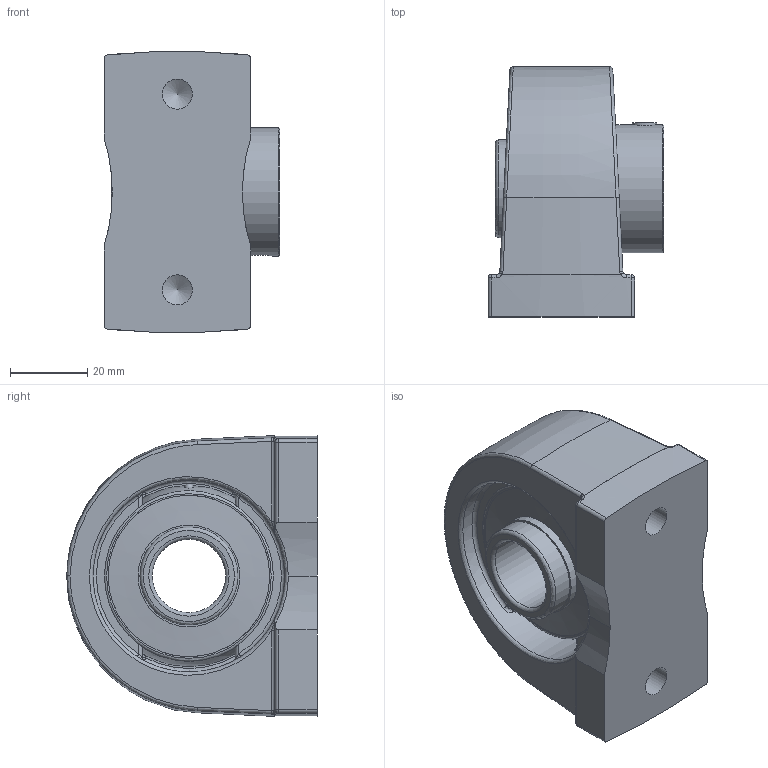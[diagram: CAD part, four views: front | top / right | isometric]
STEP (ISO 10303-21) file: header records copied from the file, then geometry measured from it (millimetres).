
FILE_DESCRIPTION(('HOOPS Exchange Step'),'2;1');
FILE_NAME('export-CDA68418-CED6-4555-902F-C4B1D63E3FEE.stp','2020-05-20T14:43:10-07:00',('dkerr'),('Alibre'),'HOOPS Exchange 2020.0','Alibre','Unknown authorisation');
FILE_SCHEMA( ('AP242_MANAGED_MODEL_BASED_3D_ENGINEERING_MIM_LF {1 0 10303 442 1 1 4 }') );
Length unit declared in the file: inch
Products named in the file (8): MRN SPAM 204 L4L; SHC 204 (7.938mm) (Ball Bearing); SHC 204 (Setscrew); SHC 204 (Shield); SHC 204-12 L4L (0.750inch) (Race); SHC 204-12 (Collar); MRN SHC 204-12 L4L (0.750inch); MRN SHCSPAM 204-12 L4L (0.750inch)
Assembly tree (7 placements, depth 3):
  MRN SHCSPAM 204-12 L4L (0.750inch)
    MRN SPAM 204 L4L
    MRN SHC 204-12 L4L (0.750inch)
      SHC 204 (7.938mm) (Ball Bearing)
      SHC 204 (Setscrew)
      SHC 204 (Shield)
      SHC 204-12 L4L (0.750inch) (Race)
      SHC 204-12 (Collar)
Bounding box: 45.6 x 65 x 72.85 mm (x, y, z)
Volume: 95484.3 mm3; surface area: 38139.2 mm2
Topology: 15 solids, 15 shells, 179 faces, 463 edges, 290 vertices
Faces by surface type: cylinder 54, plane 43, bspline 25, sphere 23, torus 21, cone 13
Full cylindrical faces by diameter (mm): 6.35 x3, 7.798 x2, 19.05 x1, 19.685 x1, 23.368 x2, 25.4 x4, 26.416 x2, 33.3 x1, 38.1 x2, 41.91 x4, 49.784 x2, 54.25 x1
Entity records: 10615 total; most frequent: CARTESIAN_POINT 6163, DIRECTION 929, ORIENTED_EDGE 864, EDGE_CURVE 432, AXIS2_PLACEMENT_3D 407, VERTEX_POINT 290, CIRCLE 225, EDGE_LOOP 200
